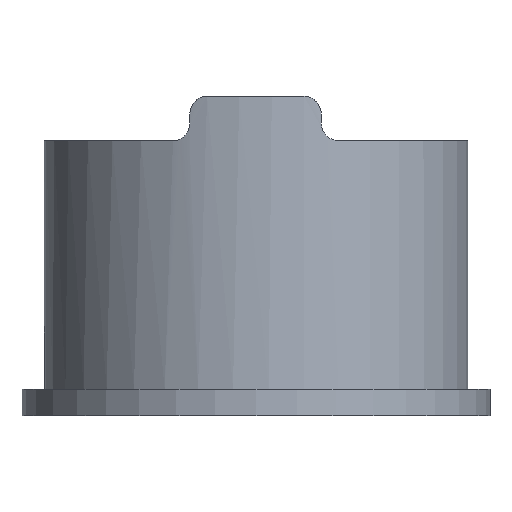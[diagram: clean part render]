
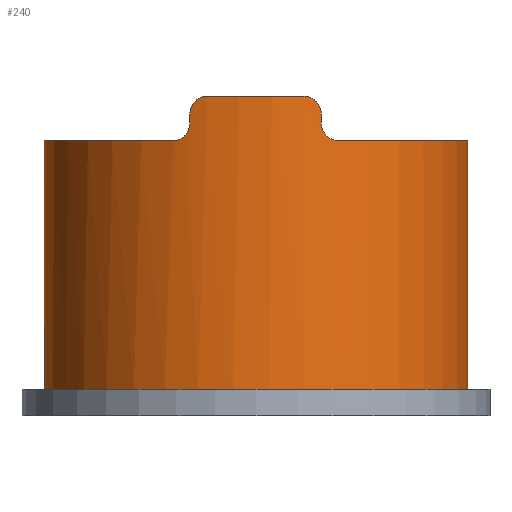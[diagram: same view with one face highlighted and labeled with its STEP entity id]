
A CAD part, left-side view. The second image highlights one B-rep face of the part: STEP entity #240.
In plain terms, the highlighted cylindrical face has radius 23.87 mm (diameter 47.74 mm), a full revolution.
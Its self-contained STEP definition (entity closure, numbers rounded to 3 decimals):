
#79=B_SPLINE_CURVE_WITH_KNOTS('',3,(#506,#507,#508,#509),.UNSPECIFIED.,
 .F.,.F.,(4,4),(0.,0.003),.UNSPECIFIED.);
#80=B_SPLINE_CURVE_WITH_KNOTS('',3,(#513,#514,#515,#516),.UNSPECIFIED.,
 .F.,.F.,(4,4),(0.,0.003),.UNSPECIFIED.);
#81=B_SPLINE_CURVE_WITH_KNOTS('',3,(#520,#521,#522,#523,#524),
 .UNSPECIFIED.,.F.,.F.,(4,1,4),(0.,0.002,
0.003),.UNSPECIFIED.);
#82=B_SPLINE_CURVE_WITH_KNOTS('',3,(#528,#529,#530,#531,#532),
 .UNSPECIFIED.,.F.,.F.,(4,1,4),(0.,0.002,
0.003),.UNSPECIFIED.);
#87=ORIENTED_EDGE('',*,*,#143,.F.);
#88=ORIENTED_EDGE('',*,*,#144,.T.);
#89=ORIENTED_EDGE('',*,*,#145,.F.);
#90=ORIENTED_EDGE('',*,*,#146,.T.);
#91=ORIENTED_EDGE('',*,*,#147,.T.);
#92=ORIENTED_EDGE('',*,*,#148,.T.);
#93=ORIENTED_EDGE('',*,*,#149,.F.);
#94=ORIENTED_EDGE('',*,*,#150,.T.);
#95=ORIENTED_EDGE('',*,*,#151,.T.);
#143=EDGE_CURVE('',#171,#172,#191,.T.);
#144=EDGE_CURVE('',#171,#173,#79,.T.);
#145=EDGE_CURVE('',#174,#173,#309,.T.);
#146=EDGE_CURVE('',#174,#175,#80,.T.);
#147=EDGE_CURVE('',#175,#176,#192,.T.);
#148=EDGE_CURVE('',#176,#177,#81,.T.);
#149=EDGE_CURVE('',#178,#177,#310,.T.);
#150=EDGE_CURVE('',#178,#172,#82,.T.);
#151=EDGE_CURVE('',#179,#179,#311,.T.);
#171=VERTEX_POINT('',#504);
#172=VERTEX_POINT('',#505);
#173=VERTEX_POINT('',#510);
#174=VERTEX_POINT('',#512);
#175=VERTEX_POINT('',#517);
#176=VERTEX_POINT('',#519);
#177=VERTEX_POINT('',#525);
#178=VERTEX_POINT('',#527);
#179=VERTEX_POINT('',#534);
#191=LINE('',#503,#195);
#192=LINE('',#518,#196);
#195=VECTOR('',#402,1000.);
#196=VECTOR('',#405,1000.);
#199=EDGE_LOOP('',(#87,#88,#89,#90,#91,#92,#93,#94));
#200=EDGE_LOOP('',(#95));
#217=FACE_BOUND('',#199,.T.);
#218=FACE_BOUND('',#200,.T.);
#235=CYLINDRICAL_SURFACE('',#339,23.87);
#240=ADVANCED_FACE('',(#217,#218),#235,.T.);
#309=CIRCLE('',#340,23.87);
#310=CIRCLE('',#341,23.87);
#311=CIRCLE('',#342,23.87);
#339=AXIS2_PLACEMENT_3D('',#502,#400,#401);
#340=AXIS2_PLACEMENT_3D('',#511,#403,#404);
#341=AXIS2_PLACEMENT_3D('',#526,#406,#407);
#342=AXIS2_PLACEMENT_3D('',#533,#408,#409);
#400=DIRECTION('',(0.,0.,-1.));
#401=DIRECTION('',(-1.,0.,0.));
#402=DIRECTION('',(0.,0.,-1.));
#403=DIRECTION('',(0.,0.,1.));
#404=DIRECTION('',(1.,0.,0.));
#405=DIRECTION('',(0.,0.,-1.));
#406=DIRECTION('',(0.,0.,1.));
#407=DIRECTION('',(1.,0.,0.));
#408=DIRECTION('',(0.,0.,1.));
#409=DIRECTION('',(1.,0.,0.));
#502=CARTESIAN_POINT('',(0.,0.,28.));
#503=CARTESIAN_POINT('',(-22.712,-7.346,33.));
#504=CARTESIAN_POINT('',(-22.712,-7.346,31.));
#505=CARTESIAN_POINT('',(-22.712,-7.346,30.));
#506=CARTESIAN_POINT('',(-22.712,-7.346,31.));
#507=CARTESIAN_POINT('',(-22.712,-7.346,32.061));
#508=CARTESIAN_POINT('',(-23.011,-6.434,33.));
#509=CARTESIAN_POINT('',(-23.251,-5.401,33.));
#510=CARTESIAN_POINT('',(-23.251,-5.401,33.));
#511=CARTESIAN_POINT('',(0.,0.,33.));
#512=CARTESIAN_POINT('',(-23.225,5.511,33.));
#513=CARTESIAN_POINT('',(-23.225,5.511,33.));
#514=CARTESIAN_POINT('',(-22.98,6.543,33.));
#515=CARTESIAN_POINT('',(-22.677,7.453,32.061));
#516=CARTESIAN_POINT('',(-22.677,7.453,31.));
#517=CARTESIAN_POINT('',(-22.677,7.453,31.));
#518=CARTESIAN_POINT('',(-22.677,7.453,33.));
#519=CARTESIAN_POINT('',(-22.677,7.453,30.));
#520=CARTESIAN_POINT('',(-22.677,7.453,30.));
#521=CARTESIAN_POINT('',(-22.677,7.453,29.467));
#522=CARTESIAN_POINT('',(-22.541,7.882,28.426));
#523=CARTESIAN_POINT('',(-22.169,8.865,28.));
#524=CARTESIAN_POINT('',(-21.961,9.355,28.));
#525=CARTESIAN_POINT('',(-21.961,9.355,28.));
#526=CARTESIAN_POINT('',(0.,0.,28.));
#527=CARTESIAN_POINT('',(-22.005,-9.251,28.));
#528=CARTESIAN_POINT('',(-22.005,-9.251,28.));
#529=CARTESIAN_POINT('',(-22.211,-8.76,28.));
#530=CARTESIAN_POINT('',(-22.578,-7.777,28.424));
#531=CARTESIAN_POINT('',(-22.712,-7.346,29.467));
#532=CARTESIAN_POINT('',(-22.712,-7.346,30.));
#533=CARTESIAN_POINT('',(0.,0.,0.));
#534=CARTESIAN_POINT('',(23.87,0.,0.));
